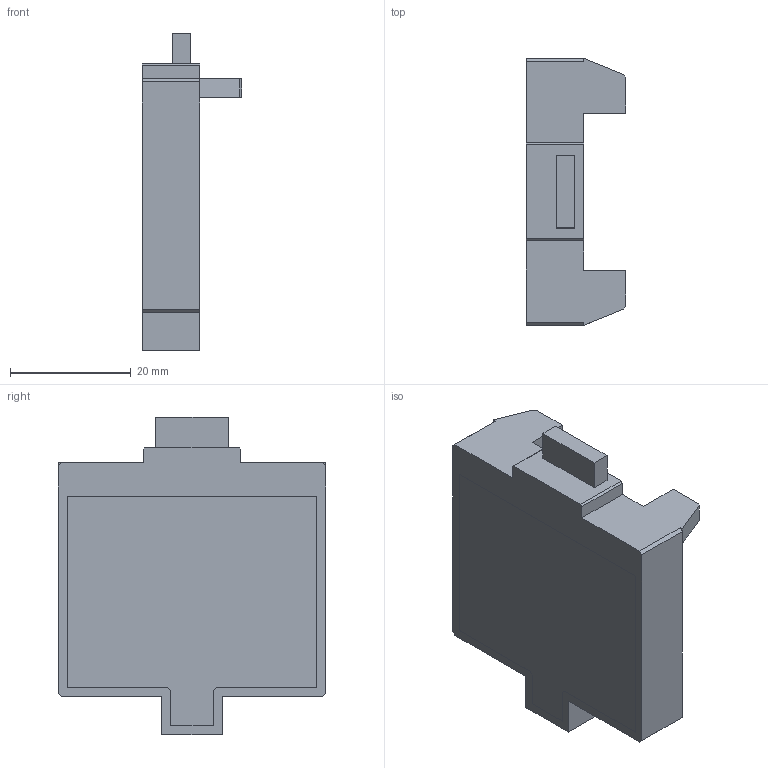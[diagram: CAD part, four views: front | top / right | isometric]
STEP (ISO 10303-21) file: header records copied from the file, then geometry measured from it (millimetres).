
FILE_DESCRIPTION((''),'2;1');
FILE_NAME('3d_11G280.stp','2012-10-03T13:27:59',(''),(''),'Mechanical Desktop 2011','Mechanical Desktop 2011',', , ');
FILE_SCHEMA(('CONFIG_CONTROL_DESIGN'));
Length unit declared in the file: millimetre
Products named in the file (1): Product
Bounding box: 16.5 x 44.2 x 52.5 mm (x, y, z)
Volume: 17703.3 mm3; surface area: 5788.6 mm2
Topology: 1 solids, 1 shells, 50 faces, 180 edges, 178 vertices
Faces by surface type: plane 50
Entity records: 1906 total; most frequent: CARTESIAN_POINT 365, DIRECTION 282, ORIENTED_EDGE 272, VECTOR 180, LINE 180, EDGE_CURVE 136, VERTEX_POINT 90, EDGE_LOOP 52
